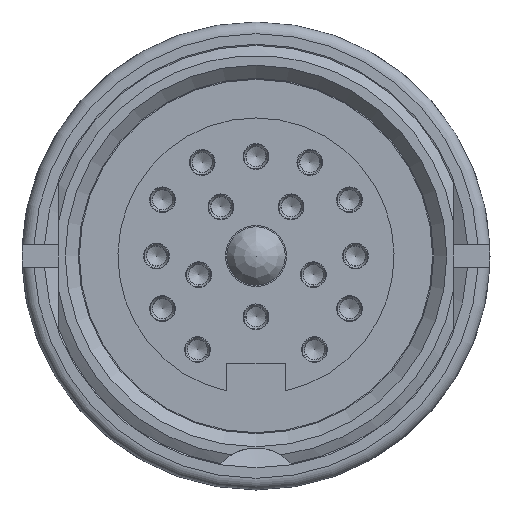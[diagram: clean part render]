
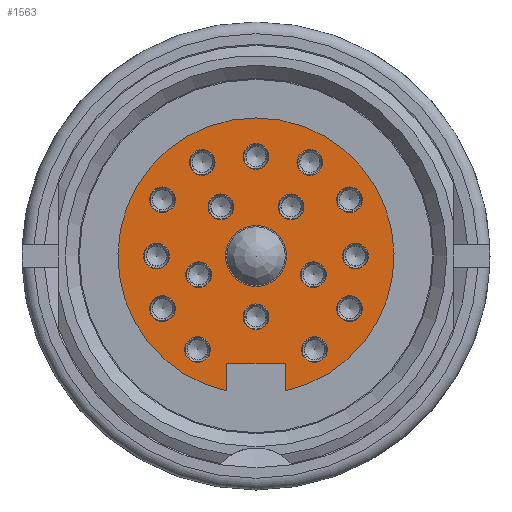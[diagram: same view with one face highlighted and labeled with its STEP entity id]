
A CAD part, left-side view. The second image highlights one B-rep face of the part: STEP entity #1563.
In plain terms, the highlighted planar face has unit normal (-1, 0, 0).
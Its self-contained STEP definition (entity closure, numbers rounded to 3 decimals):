
#727=FACE_BOUND('',#2527,.T.);
#728=FACE_BOUND('',#2528,.T.);
#729=FACE_BOUND('',#2529,.T.);
#730=FACE_BOUND('',#2530,.T.);
#731=FACE_BOUND('',#2531,.T.);
#732=FACE_BOUND('',#2532,.T.);
#733=FACE_BOUND('',#2533,.T.);
#734=FACE_BOUND('',#2534,.T.);
#735=FACE_BOUND('',#2535,.T.);
#736=FACE_BOUND('',#2536,.T.);
#737=FACE_BOUND('',#2537,.T.);
#738=FACE_BOUND('',#2538,.T.);
#739=FACE_BOUND('',#2539,.T.);
#740=FACE_BOUND('',#2540,.T.);
#741=FACE_BOUND('',#2541,.T.);
#742=FACE_BOUND('',#2542,.T.);
#743=FACE_BOUND('',#2543,.T.);
#744=FACE_BOUND('',#2544,.T.);
#926=PLANE('',#7013);
#1563=ADVANCED_FACE('',(#727,#728,#729,#730,#731,#732,#733,#734,#735,#736,
#737,#738,#739,#740,#741,#742,#743,#744),#926,.T.);
#2527=EDGE_LOOP('',(#4279));
#2528=EDGE_LOOP('',(#4280));
#2529=EDGE_LOOP('',(#4281));
#2530=EDGE_LOOP('',(#4282));
#2531=EDGE_LOOP('',(#4283));
#2532=EDGE_LOOP('',(#4284));
#2533=EDGE_LOOP('',(#4285));
#2534=EDGE_LOOP('',(#4286));
#2535=EDGE_LOOP('',(#4287));
#2536=EDGE_LOOP('',(#4288));
#2537=EDGE_LOOP('',(#4289));
#2538=EDGE_LOOP('',(#4290));
#2539=EDGE_LOOP('',(#4291));
#2540=EDGE_LOOP('',(#4292));
#2541=EDGE_LOOP('',(#4293));
#2542=EDGE_LOOP('',(#4294));
#2543=EDGE_LOOP('',(#4295,#4296,#4297,#4298));
#2544=EDGE_LOOP('',(#4299));
#2670=LINE('',#11772,#2788);
#2671=LINE('',#11777,#2789);
#2672=LINE('',#11779,#2790);
#2788=VECTOR('',#8834,1.);
#2789=VECTOR('',#8837,1.);
#2790=VECTOR('',#8838,1.);
#4279=ORIENTED_EDGE('',*,*,#5742,.F.);
#4280=ORIENTED_EDGE('',*,*,#5741,.F.);
#4281=ORIENTED_EDGE('',*,*,#5740,.F.);
#4282=ORIENTED_EDGE('',*,*,#5739,.F.);
#4283=ORIENTED_EDGE('',*,*,#5738,.F.);
#4284=ORIENTED_EDGE('',*,*,#5737,.F.);
#4285=ORIENTED_EDGE('',*,*,#5736,.F.);
#4286=ORIENTED_EDGE('',*,*,#5735,.T.);
#4287=ORIENTED_EDGE('',*,*,#5734,.T.);
#4288=ORIENTED_EDGE('',*,*,#5733,.T.);
#4289=ORIENTED_EDGE('',*,*,#5732,.T.);
#4290=ORIENTED_EDGE('',*,*,#5731,.T.);
#4291=ORIENTED_EDGE('',*,*,#5730,.T.);
#4292=ORIENTED_EDGE('',*,*,#5729,.T.);
#4293=ORIENTED_EDGE('',*,*,#5728,.T.);
#4294=ORIENTED_EDGE('',*,*,#5727,.T.);
#4295=ORIENTED_EDGE('',*,*,#5743,.F.);
#4296=ORIENTED_EDGE('',*,*,#5744,.F.);
#4297=ORIENTED_EDGE('',*,*,#5745,.F.);
#4298=ORIENTED_EDGE('',*,*,#5746,.F.);
#4299=ORIENTED_EDGE('',*,*,#5726,.T.);
#4949=VERTEX_POINT('',#11722);
#4950=VERTEX_POINT('',#11725);
#4951=VERTEX_POINT('',#11728);
#4952=VERTEX_POINT('',#11731);
#4953=VERTEX_POINT('',#11734);
#4954=VERTEX_POINT('',#11737);
#4955=VERTEX_POINT('',#11740);
#4956=VERTEX_POINT('',#11743);
#4957=VERTEX_POINT('',#11746);
#4958=VERTEX_POINT('',#11749);
#4959=VERTEX_POINT('',#11752);
#4960=VERTEX_POINT('',#11755);
#4961=VERTEX_POINT('',#11758);
#4962=VERTEX_POINT('',#11761);
#4963=VERTEX_POINT('',#11764);
#4964=VERTEX_POINT('',#11767);
#4965=VERTEX_POINT('',#11770);
#4966=VERTEX_POINT('',#11773);
#4967=VERTEX_POINT('',#11774);
#4968=VERTEX_POINT('',#11776);
#4969=VERTEX_POINT('',#11778);
#5726=EDGE_CURVE('',#4949,#4949,#6137,.T.);
#5727=EDGE_CURVE('',#4950,#4950,#6138,.T.);
#5728=EDGE_CURVE('',#4951,#4951,#6139,.T.);
#5729=EDGE_CURVE('',#4952,#4952,#6140,.T.);
#5730=EDGE_CURVE('',#4953,#4953,#6141,.T.);
#5731=EDGE_CURVE('',#4954,#4954,#6142,.T.);
#5732=EDGE_CURVE('',#4955,#4955,#6143,.T.);
#5733=EDGE_CURVE('',#4956,#4956,#6144,.T.);
#5734=EDGE_CURVE('',#4957,#4957,#6145,.T.);
#5735=EDGE_CURVE('',#4958,#4958,#6146,.T.);
#5736=EDGE_CURVE('',#4959,#4959,#6147,.T.);
#5737=EDGE_CURVE('',#4960,#4960,#6148,.T.);
#5738=EDGE_CURVE('',#4961,#4961,#6149,.T.);
#5739=EDGE_CURVE('',#4962,#4962,#6150,.T.);
#5740=EDGE_CURVE('',#4963,#4963,#6151,.T.);
#5741=EDGE_CURVE('',#4964,#4964,#6152,.T.);
#5742=EDGE_CURVE('',#4965,#4965,#6153,.T.);
#5743=EDGE_CURVE('',#4966,#4967,#2670,.T.);
#5744=EDGE_CURVE('',#4968,#4966,#6154,.T.);
#5745=EDGE_CURVE('',#4969,#4968,#2671,.T.);
#5746=EDGE_CURVE('',#4967,#4969,#2672,.T.);
#6137=CIRCLE('',#6978,1.3);
#6138=CIRCLE('',#6980,0.55);
#6139=CIRCLE('',#6982,0.55);
#6140=CIRCLE('',#6984,0.55);
#6141=CIRCLE('',#6986,0.55);
#6142=CIRCLE('',#6988,0.55);
#6143=CIRCLE('',#6990,0.55);
#6144=CIRCLE('',#6992,0.55);
#6145=CIRCLE('',#6994,0.55);
#6146=CIRCLE('',#6996,0.55);
#6147=CIRCLE('',#6998,0.55);
#6148=CIRCLE('',#7000,0.55);
#6149=CIRCLE('',#7002,0.55);
#6150=CIRCLE('',#7004,0.55);
#6151=CIRCLE('',#7006,0.55);
#6152=CIRCLE('',#7008,0.55);
#6153=CIRCLE('',#7010,0.55);
#6154=CIRCLE('',#7012,5.9);
#6978=AXIS2_PLACEMENT_3D('',#11721,#8766,#8767);
#6980=AXIS2_PLACEMENT_3D('',#11724,#8770,#8771);
#6982=AXIS2_PLACEMENT_3D('',#11727,#8774,#8775);
#6984=AXIS2_PLACEMENT_3D('',#11730,#8778,#8779);
#6986=AXIS2_PLACEMENT_3D('',#11733,#8782,#8783);
#6988=AXIS2_PLACEMENT_3D('',#11736,#8786,#8787);
#6990=AXIS2_PLACEMENT_3D('',#11739,#8790,#8791);
#6992=AXIS2_PLACEMENT_3D('',#11742,#8794,#8795);
#6994=AXIS2_PLACEMENT_3D('',#11745,#8798,#8799);
#6996=AXIS2_PLACEMENT_3D('',#11748,#8802,#8803);
#6998=AXIS2_PLACEMENT_3D('',#11751,#8806,#8807);
#7000=AXIS2_PLACEMENT_3D('',#11754,#8810,#8811);
#7002=AXIS2_PLACEMENT_3D('',#11757,#8814,#8815);
#7004=AXIS2_PLACEMENT_3D('',#11760,#8818,#8819);
#7006=AXIS2_PLACEMENT_3D('',#11763,#8822,#8823);
#7008=AXIS2_PLACEMENT_3D('',#11766,#8826,#8827);
#7010=AXIS2_PLACEMENT_3D('',#11769,#8830,#8831);
#7012=AXIS2_PLACEMENT_3D('',#11775,#8835,#8836);
#7013=AXIS2_PLACEMENT_3D('',#11780,#8839,#8840);
#8766=DIRECTION('',(1.,0.,0.));
#8767=DIRECTION('',(0.,0.,-1.));
#8770=DIRECTION('',(1.,0.,0.));
#8771=DIRECTION('',(0.,0.,-1.));
#8774=DIRECTION('',(1.,0.,0.));
#8775=DIRECTION('',(0.,0.,-1.));
#8778=DIRECTION('',(1.,0.,0.));
#8779=DIRECTION('',(0.,0.,-1.));
#8782=DIRECTION('',(1.,0.,0.));
#8783=DIRECTION('',(0.,0.,-1.));
#8786=DIRECTION('',(1.,0.,0.));
#8787=DIRECTION('',(0.,0.,-1.));
#8790=DIRECTION('',(1.,0.,0.));
#8791=DIRECTION('',(0.,0.,-1.));
#8794=DIRECTION('',(1.,0.,0.));
#8795=DIRECTION('',(0.,0.,-1.));
#8798=DIRECTION('',(1.,0.,0.));
#8799=DIRECTION('',(0.,0.,-1.));
#8802=DIRECTION('',(1.,0.,0.));
#8803=DIRECTION('',(0.,0.,-1.));
#8806=DIRECTION('',(-1.,0.,0.));
#8807=DIRECTION('',(0.,0.,-1.));
#8810=DIRECTION('',(-1.,0.,0.));
#8811=DIRECTION('',(0.,0.,-1.));
#8814=DIRECTION('',(-1.,0.,0.));
#8815=DIRECTION('',(0.,0.,-1.));
#8818=DIRECTION('',(-1.,0.,0.));
#8819=DIRECTION('',(0.,0.,-1.));
#8822=DIRECTION('',(-1.,0.,0.));
#8823=DIRECTION('',(0.,0.,-1.));
#8826=DIRECTION('',(-1.,0.,0.));
#8827=DIRECTION('',(0.,0.,-1.));
#8830=DIRECTION('',(-1.,0.,0.));
#8831=DIRECTION('',(0.,0.,-1.));
#8834=DIRECTION('',(0.,0.,1.));
#8835=DIRECTION('',(1.,0.,0.));
#8836=DIRECTION('',(0.,0.,-1.));
#8837=DIRECTION('',(0.,0.,-1.));
#8838=DIRECTION('',(0.,1.,0.));
#8839=DIRECTION('',(-1.,0.,0.));
#8840=DIRECTION('',(0.,0.,1.));
#11721=CARTESIAN_POINT('',(2.3,0.,0.));
#11722=CARTESIAN_POINT('',(2.3,0.,-1.3));
#11724=CARTESIAN_POINT('',(2.3,0.,-2.6));
#11725=CARTESIAN_POINT('',(2.3,0.,-3.15));
#11727=CARTESIAN_POINT('',(2.3,0.,4.25));
#11728=CARTESIAN_POINT('',(2.3,0.,3.7));
#11730=CARTESIAN_POINT('',(2.3,2.3,4.));
#11731=CARTESIAN_POINT('',(2.3,2.3,3.45));
#11733=CARTESIAN_POINT('',(2.3,1.5,2.1));
#11734=CARTESIAN_POINT('',(2.3,1.5,1.55));
#11736=CARTESIAN_POINT('',(2.3,2.45,-0.8));
#11737=CARTESIAN_POINT('',(2.3,2.45,-1.35));
#11739=CARTESIAN_POINT('',(2.3,4.,2.4));
#11740=CARTESIAN_POINT('',(2.3,4.,1.85));
#11742=CARTESIAN_POINT('',(2.3,4.25,0.));
#11743=CARTESIAN_POINT('',(2.3,4.25,-0.55));
#11745=CARTESIAN_POINT('',(2.3,4.,-2.25));
#11746=CARTESIAN_POINT('',(2.3,4.,-2.8));
#11748=CARTESIAN_POINT('',(2.3,2.5,-4.));
#11749=CARTESIAN_POINT('',(2.3,2.5,-4.55));
#11751=CARTESIAN_POINT('',(2.3,-2.3,4.));
#11752=CARTESIAN_POINT('',(2.3,-2.3,3.45));
#11754=CARTESIAN_POINT('',(2.3,-1.5,2.1));
#11755=CARTESIAN_POINT('',(2.3,-1.5,1.55));
#11757=CARTESIAN_POINT('',(2.3,-2.45,-0.8));
#11758=CARTESIAN_POINT('',(2.3,-2.45,-1.35));
#11760=CARTESIAN_POINT('',(2.3,-4.,2.4));
#11761=CARTESIAN_POINT('',(2.3,-4.,1.85));
#11763=CARTESIAN_POINT('',(2.3,-4.25,0.));
#11764=CARTESIAN_POINT('',(2.3,-4.25,-0.55));
#11766=CARTESIAN_POINT('',(2.3,-4.,-2.25));
#11767=CARTESIAN_POINT('',(2.3,-4.,-2.8));
#11769=CARTESIAN_POINT('',(2.3,-2.5,-4.));
#11770=CARTESIAN_POINT('',(2.3,-2.5,-4.55));
#11772=CARTESIAN_POINT('',(2.3,-1.25,-5.766));
#11773=CARTESIAN_POINT('',(2.3,-1.25,-5.766));
#11774=CARTESIAN_POINT('',(2.3,-1.25,-4.6));
#11775=CARTESIAN_POINT('',(2.3,0.,0.));
#11776=CARTESIAN_POINT('',(2.3,1.25,-5.766));
#11777=CARTESIAN_POINT('',(2.3,1.25,-4.6));
#11778=CARTESIAN_POINT('',(2.3,1.25,-4.6));
#11779=CARTESIAN_POINT('',(2.3,-1.25,-4.6));
#11780=CARTESIAN_POINT('',(2.3,0.,0.));
